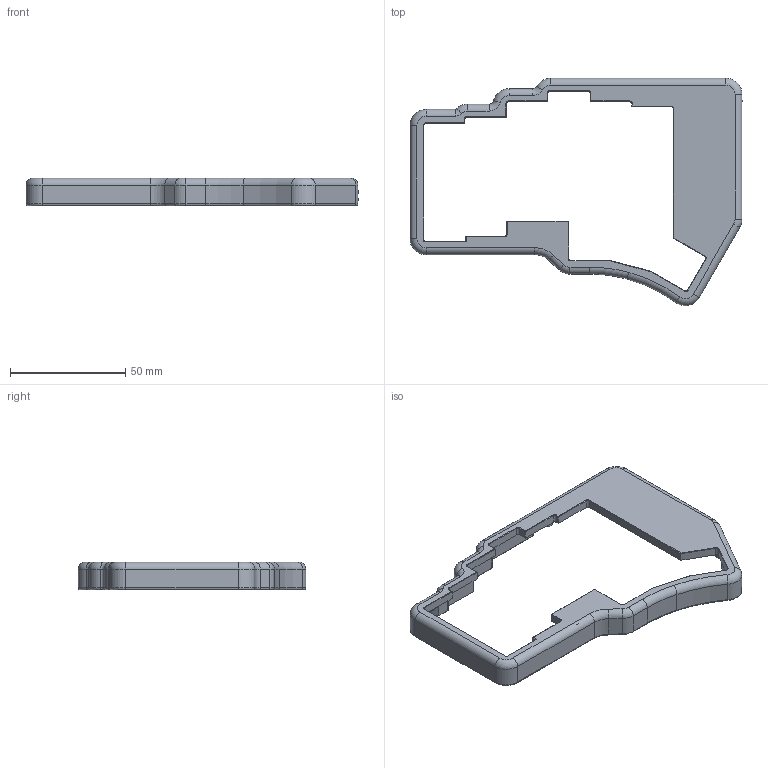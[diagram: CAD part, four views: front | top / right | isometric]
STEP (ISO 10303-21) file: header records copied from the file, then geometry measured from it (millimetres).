
FILE_DESCRIPTION(/* description */ (''),/* implementation_level */ '2;1');
FILE_NAME(/* name */ 'top_left_clear v4.step',/* time_stamp */ '2024-04-07T17:31:32+10:00',/* author */ (''),/* organization */ (''),/* preprocessor_version */ 'ST-DEVELOPER v20',/* originating_system */ 'Autodesk Translation Framework v12.20.1.177',/* authorisation */ '');
FILE_SCHEMA (('AUTOMOTIVE_DESIGN { 1 0 10303 214 3 1 1 }'));
Length unit declared in the file: millimetre
Products named in the file (1): (Unsaved)
Bounding box: 144 x 98.62 x 12 mm (x, y, z)
Volume: 28876.7 mm3; surface area: 18922.7 mm2
Topology: 1 solids, 1 shells, 418 faces, 1041 edges, 633 vertices
Faces by surface type: plane 183, cylinder 139, torus 42, cone 41, bspline 13
Full cylindrical faces by diameter (mm): 3.5 x8
Entity records: 12952 total; most frequent: CARTESIAN_POINT 2818, DIRECTION 2181, ORIENTED_EDGE 2082, EDGE_CURVE 1041, AXIS2_PLACEMENT_3D 773, LINE 635, VECTOR 635, VERTEX_POINT 633
